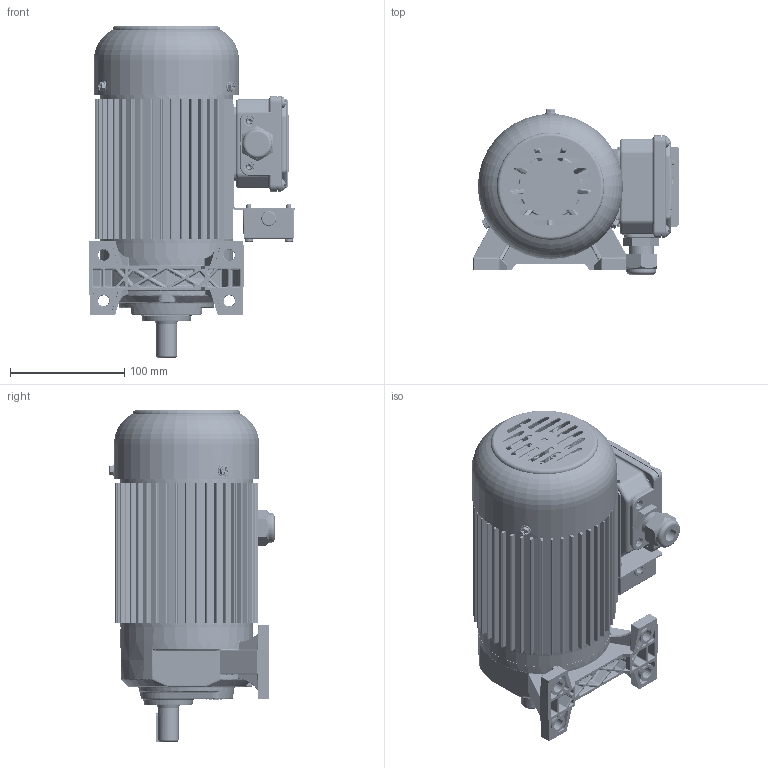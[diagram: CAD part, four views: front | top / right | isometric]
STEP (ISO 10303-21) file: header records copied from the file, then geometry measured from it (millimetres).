
FILE_DESCRIPTION (( 'STEP AP203' ), '1' );
FILE_NAME ('GHM-18-200-S.STEP', '2016-03-29T05:08:10', ( '' ), ( '' ), 'SwSTEP 2.0', 'SolidWorks 2012', '' );
FILE_SCHEMA (( 'CONFIG_CONTROL_DESIGN' ));
Length unit declared in the file: millimetre
Products named in the file (1): GHM-18-200-S
Bounding box: 180.26 x 144.5 x 290.5 mm (x, y, z)
Volume: 1059577.4 mm3; surface area: 603729.4 mm2
Topology: 33 solids, 34 shells, 6831 faces, 16760 edges, 9882 vertices
Faces by surface type: cylinder 2052, plane 1581, bspline 1370, torus 1078, cone 436, sphere 314
Entity records: 244608 total; most frequent: CARTESIAN_POINT 94019, ORIENTED_EDGE 32810, DIRECTION 30650, EDGE_CURVE 16405, AXIS2_PLACEMENT_3D 12572, VERTEX_POINT 9845, EDGE_LOOP 7336, CIRCLE 7111
